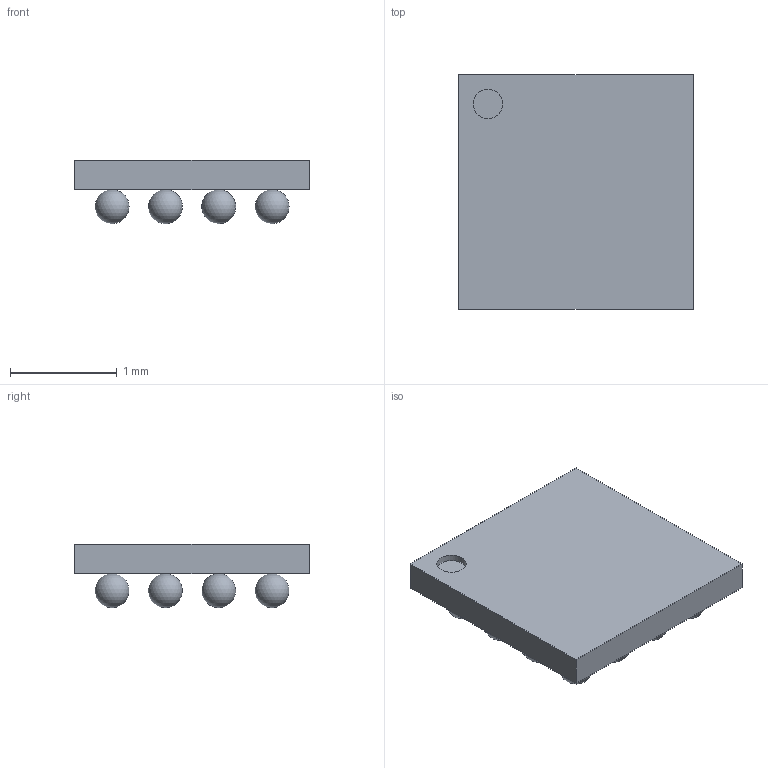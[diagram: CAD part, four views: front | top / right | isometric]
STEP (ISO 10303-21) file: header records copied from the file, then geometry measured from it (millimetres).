
FILE_DESCRIPTION(('FreeCAD Model'),'2;1');
FILE_NAME('11450277.2.1.stp','2022-05-07T09:24:29',( 'Author'),(''),'Open CASCADE STEP processor 6.9','FreeCAD','Unknown' );
FILE_SCHEMA(('AUTOMOTIVE_DESIGN { 1 0 10303 214 1 1 1 1 }'));
Length unit declared in the file: millimetre
Products named in the file (3): ASSEMBLY; Array; Body
Assembly tree (2 placements, depth 2):
  ASSEMBLY
    Array
    Body
Bounding box: 2.2 x 2.2 x 0.59 mm (x, y, z)
Volume: 1.6 mm3; surface area: 17.3 mm2
Topology: 17 solids, 17 shells, 24 faces, 63 edges, 42 vertices
Faces by surface type: sphere 16, plane 7, cylinder 1
Full cylindrical faces by diameter (mm): 0.275 x1
Entity records: 791 total; most frequent: DIRECTION 101, CARTESIAN_POINT 98, LINE 41, VECTOR 41, ORIENTED_EDGE 30, PCURVE 30, DEFINITIONAL_REPRESENTATION 30, AXIS2_PLACEMENT_3D 29
